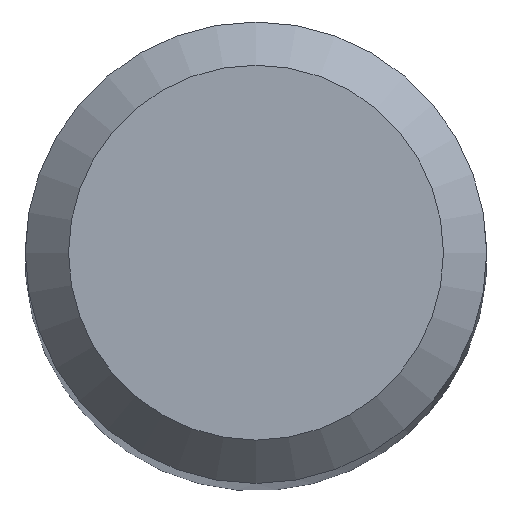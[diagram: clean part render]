
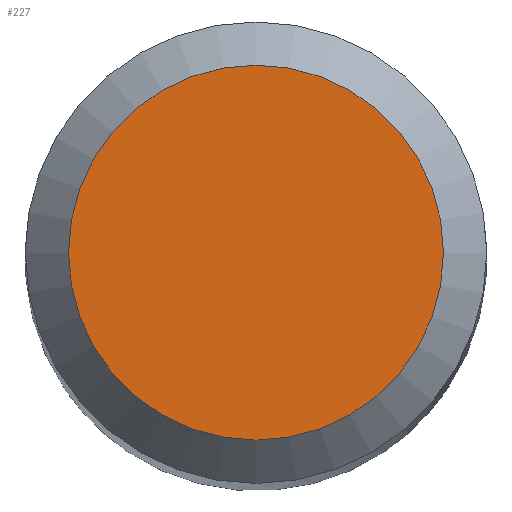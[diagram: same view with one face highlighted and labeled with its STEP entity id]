
A CAD part, top view. The second image highlights one B-rep face of the part: STEP entity #227.
In plain terms, the highlighted planar face has unit normal (0, 0, 1).
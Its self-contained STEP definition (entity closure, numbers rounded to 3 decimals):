
#114=PLANE('',#2116);
#227=ADVANCED_FACE('',(#334),#114,.T.);
#334=FACE_OUTER_BOUND('',#434,.T.);
#434=EDGE_LOOP('',(#1346));
#1346=ORIENTED_EDGE('',*,*,#1886,.T.);
#1633=VERTEX_POINT('',#3105);
#1886=EDGE_CURVE('',#1633,#1633,#1981,.T.);
#1981=CIRCLE('',#2115,6.497);
#2115=AXIS2_PLACEMENT_3D('',#3104,#2525,#2526);
#2116=AXIS2_PLACEMENT_3D('',#3106,#2527,#2528);
#2525=DIRECTION('',(0.,0.,1.));
#2526=DIRECTION('',(0.,1.,0.));
#2527=DIRECTION('',(0.,0.,1.));
#2528=DIRECTION('',(0.,1.,0.));
#3104=CARTESIAN_POINT('',(0.,0.,0.));
#3105=CARTESIAN_POINT('',(0.,6.497,0.));
#3106=CARTESIAN_POINT('',(-6.497,0.,0.));
